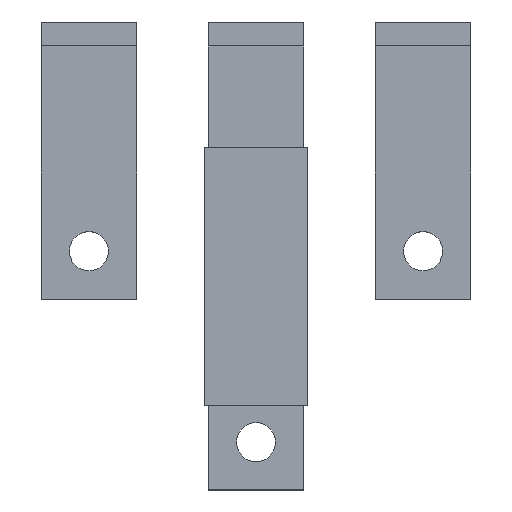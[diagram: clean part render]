
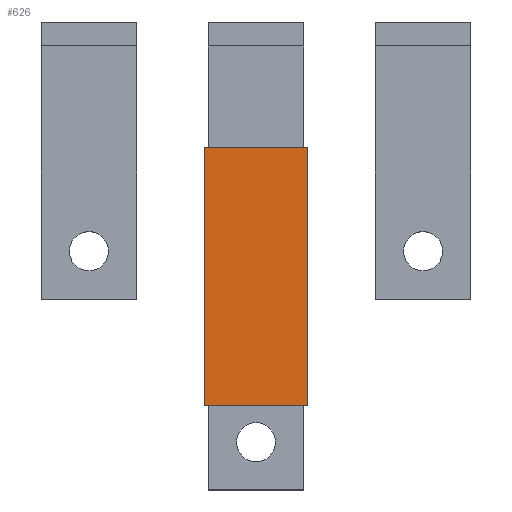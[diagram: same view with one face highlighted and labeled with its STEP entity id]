
A CAD part, top view. The second image highlights one B-rep face of the part: STEP entity #626.
In plain terms, the highlighted planar face has unit normal (0, 0, 1).
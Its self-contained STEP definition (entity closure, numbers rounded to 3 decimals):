
#608=AXIS2_PLACEMENT_3D('Plane Axis2P3D',#605,#606,#607) ;
#524=CARTESIAN_POINT('Vertex',(-10.7,-65.2,-76.8)) ;
#538=CARTESIAN_POINT('Vertex',(10.7,-65.2,-76.8)) ;
#541=CARTESIAN_POINT('Line Origine',(0.,-65.2,-76.8)) ;
#570=CARTESIAN_POINT('Vertex',(10.7,-11.2,-76.8)) ;
#584=CARTESIAN_POINT('Vertex',(-10.7,-11.2,-76.8)) ;
#587=CARTESIAN_POINT('Line Origine',(0.,-11.2,-76.8)) ;
#605=CARTESIAN_POINT('Axis2P3D Location',(0.,0.,-76.8)) ;
#610=CARTESIAN_POINT('Line Origine',(10.7,-38.2,-76.8)) ;
#615=CARTESIAN_POINT('Line Origine',(-10.7,-38.2,-76.8)) ;
#542=DIRECTION('Vector Direction',(-1.,0.,0.)) ;
#588=DIRECTION('Vector Direction',(1.,0.,0.)) ;
#606=DIRECTION('Axis2P3D Direction',(0.,0.,1.)) ;
#607=DIRECTION('Axis2P3D XDirection',(-1.,0.,0.)) ;
#611=DIRECTION('Vector Direction',(0.,1.,0.)) ;
#616=DIRECTION('Vector Direction',(0.,-1.,0.)) ;
#543=VECTOR('Line Direction',#542,1.) ;
#589=VECTOR('Line Direction',#588,1.) ;
#612=VECTOR('Line Direction',#611,1.) ;
#617=VECTOR('Line Direction',#616,1.) ;
#621=ORIENTED_EDGE('',*,*,#614,.T.) ;
#622=ORIENTED_EDGE('',*,*,#591,.T.) ;
#623=ORIENTED_EDGE('',*,*,#619,.T.) ;
#624=ORIENTED_EDGE('',*,*,#545,.T.) ;
#626=ADVANCED_FACE('Terminali posteriori orizzontali inferiori',(#625),#609,.T.) ;
#545=EDGE_CURVE('',#525,#539,#544,.F.) ;
#591=EDGE_CURVE('',#571,#585,#590,.F.) ;
#614=EDGE_CURVE('',#539,#571,#613,.T.) ;
#619=EDGE_CURVE('',#585,#525,#618,.T.) ;
#620=EDGE_LOOP('',(#621,#622,#623,#624)) ;
#625=FACE_OUTER_BOUND('',#620,.T.) ;
#544=LINE('Line',#541,#543) ;
#590=LINE('Line',#587,#589) ;
#613=LINE('Line',#610,#612) ;
#618=LINE('Line',#615,#617) ;
#609=PLANE('',#608) ;
#525=VERTEX_POINT('',#524) ;
#539=VERTEX_POINT('',#538) ;
#571=VERTEX_POINT('',#570) ;
#585=VERTEX_POINT('',#584) ;
